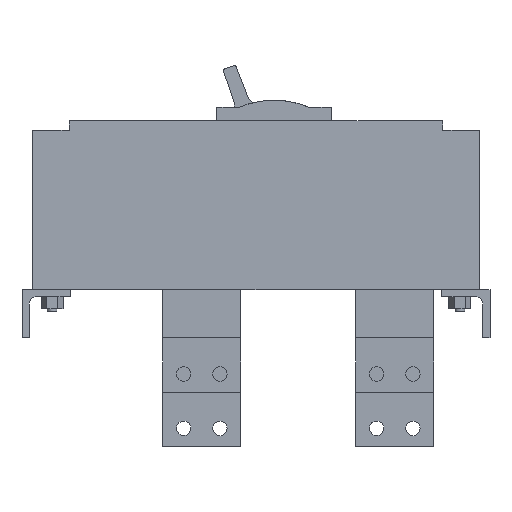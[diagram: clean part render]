
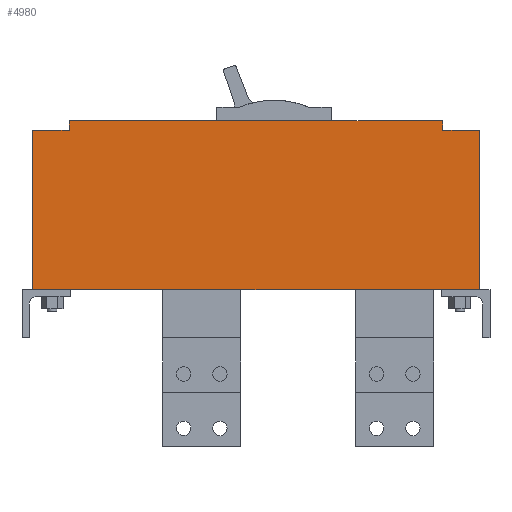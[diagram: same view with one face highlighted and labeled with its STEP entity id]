
A CAD part, left-side view. The second image highlights one B-rep face of the part: STEP entity #4980.
In plain terms, the highlighted planar face has unit normal (-1, 0, 0).
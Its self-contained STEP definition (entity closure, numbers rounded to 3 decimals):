
#3990=CARTESIAN_POINT('',(-105.,200.,0.));
#4000=DIRECTION('',(-1.,0.,0.));
#4010=DIRECTION('',(0.,1.,0.));
#4020=AXIS2_PLACEMENT_3D('',#3990,#4000,#4010);
#4030=PLANE('',#4020);
#4040=CARTESIAN_POINT('',(-105.,-62.,0.));
#4050=DIRECTION('',(0.,0.,-1.));
#4060=VECTOR('',#4050,1.);
#4070=LINE('',#4040,#4060);
#4080=CARTESIAN_POINT('',(-105.,-62.,0.));
#4090=VERTEX_POINT('',#4080);
#4100=CARTESIAN_POINT('',(-105.,-62.,-0.1));
#4110=VERTEX_POINT('',#4100);
#4120=EDGE_CURVE('',#4090,#4110,#4070,.T.);
#4130=ORIENTED_EDGE('',*,*,#4120,.F.);
#4140=CARTESIAN_POINT('',(-105.,0.,-0.1));
#4150=DIRECTION('',(0.,1.,0.));
#4160=VECTOR('',#4150,1.);
#4170=LINE('',#4140,#4160);
#4180=CARTESIAN_POINT('',(-105.,-120.,-0.1));
#4190=VERTEX_POINT('',#4180);
#4200=EDGE_CURVE('',#4190,#4110,#4170,.T.);
#4210=ORIENTED_EDGE('',*,*,#4200,.T.);
#4220=CARTESIAN_POINT('',(-105.,-120.,0.));
#4230=DIRECTION('',(0.,0.,1.));
#4240=VECTOR('',#4230,1.);
#4250=LINE('',#4220,#4240);
#4260=CARTESIAN_POINT('',(-105.,-120.,0.));
#4270=VERTEX_POINT('',#4260);
#4280=EDGE_CURVE('',#4190,#4270,#4250,.T.);
#4290=ORIENTED_EDGE('',*,*,#4280,.F.);
#4300=CARTESIAN_POINT('',(-105.,0.,0.));
#4310=DIRECTION('',(0.,1.,0.));
#4320=VECTOR('',#4310,1.);
#4330=LINE('',#4300,#4320);
#4340=CARTESIAN_POINT('',(-105.,-140.,0.));
#4350=VERTEX_POINT('',#4340);
#4360=EDGE_CURVE('',#4350,#4270,#4330,.T.);
#4370=ORIENTED_EDGE('',*,*,#4360,.T.);
#4380=CARTESIAN_POINT('',(-105.,-140.,0.));
#4390=DIRECTION('',(0.,0.,-1.));
#4400=VECTOR('',#4390,1.);
#4410=LINE('',#4380,#4400);
#4420=CARTESIAN_POINT('',(-105.,-140.,-8.));
#4430=VERTEX_POINT('',#4420);
#4440=EDGE_CURVE('',#4350,#4430,#4410,.T.);
#4450=ORIENTED_EDGE('',*,*,#4440,.F.);
#4460=CARTESIAN_POINT('',(-105.,0.,-8.));
#4470=DIRECTION('',(0.,-1.,0.));
#4480=VECTOR('',#4470,1.);
#4490=LINE('',#4460,#4480);
#4500=CARTESIAN_POINT('',(-105.,-170.,-8.));
#4510=VERTEX_POINT('',#4500);
#4520=EDGE_CURVE('',#4430,#4510,#4490,.T.);
#4530=ORIENTED_EDGE('',*,*,#4520,.F.);
#4540=CARTESIAN_POINT('',(-105.,-170.,0.));
#4550=DIRECTION('',(0.,0.,-1.));
#4560=VECTOR('',#4550,1.);
#4570=LINE('',#4540,#4560);
#4580=CARTESIAN_POINT('',(-105.,-170.,-140.));
#4590=VERTEX_POINT('',#4580);
#4600=EDGE_CURVE('',#4510,#4590,#4570,.T.);
#4610=ORIENTED_EDGE('',*,*,#4600,.F.);
#4620=CARTESIAN_POINT('',(-105.,0.,-140.));
#4630=DIRECTION('',(0.,1.,0.));
#4640=VECTOR('',#4630,1.);
#4650=LINE('',#4620,#4640);
#4660=CARTESIAN_POINT('',(-105.,200.,-140.));
#4670=VERTEX_POINT('',#4660);
#4680=EDGE_CURVE('',#4590,#4670,#4650,.T.);
#4690=ORIENTED_EDGE('',*,*,#4680,.F.);
#4700=CARTESIAN_POINT('',(-105.,200.,0.));
#4710=DIRECTION('',(0.,0.,1.));
#4720=VECTOR('',#4710,1.);
#4730=LINE('',#4700,#4720);
#4740=CARTESIAN_POINT('',(-105.,200.,-8.));
#4750=VERTEX_POINT('',#4740);
#4760=EDGE_CURVE('',#4670,#4750,#4730,.T.);
#4770=ORIENTED_EDGE('',*,*,#4760,.F.);
#4780=CARTESIAN_POINT('',(-105.,0.,-8.));
#4790=DIRECTION('',(0.,-1.,0.));
#4800=VECTOR('',#4790,1.);
#4810=LINE('',#4780,#4800);
#4820=CARTESIAN_POINT('',(-105.,170.,-8.));
#4830=VERTEX_POINT('',#4820);
#4840=EDGE_CURVE('',#4750,#4830,#4810,.T.);
#4850=ORIENTED_EDGE('',*,*,#4840,.F.);
#4860=CARTESIAN_POINT('',(-105.,170.,0.));
#4870=DIRECTION('',(0.,0.,1.));
#4880=VECTOR('',#4870,1.);
#4890=LINE('',#4860,#4880);
#4900=CARTESIAN_POINT('',(-105.,170.,0.));
#4910=VERTEX_POINT('',#4900);
#4920=EDGE_CURVE('',#4830,#4910,#4890,.T.);
#4930=ORIENTED_EDGE('',*,*,#4920,.F.);
#4940=EDGE_CURVE('',#4090,#4910,#4330,.T.);
#4950=ORIENTED_EDGE('',*,*,#4940,.T.);
#4960=EDGE_LOOP('',(#4950,#4930,#4850,#4770,#4690,#4610,#4530,#4450,
#4370,#4290,#4210,#4130));
#4970=FACE_OUTER_BOUND('',#4960,.T.);
#4980=ADVANCED_FACE('',(#4970),#4030,.T.);
